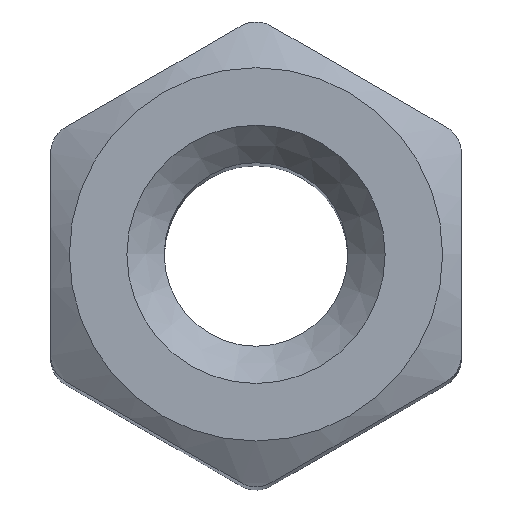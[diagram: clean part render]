
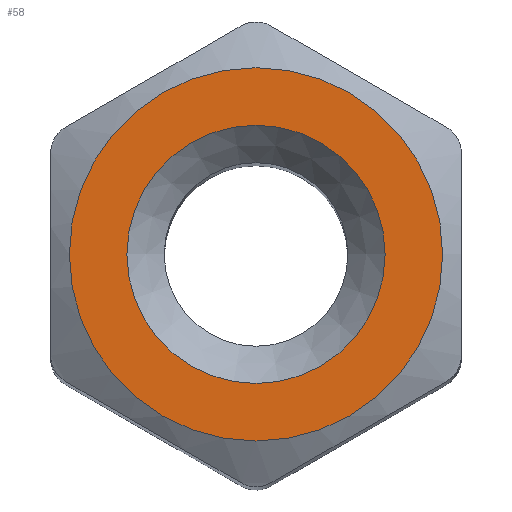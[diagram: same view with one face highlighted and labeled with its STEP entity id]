
A CAD part, top view. The second image highlights one B-rep face of the part: STEP entity #58.
In plain terms, the highlighted planar face has unit normal (0, 0, 1).
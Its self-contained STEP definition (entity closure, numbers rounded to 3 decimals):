
#58=ADVANCED_FACE('',(#229,#231),#233,.T.);
#229=FACE_BOUND('',#230,.T.);
#230=EDGE_LOOP('',(#376));
#231=FACE_BOUND('',#232,.T.);
#232=EDGE_LOOP('',(#377));
#233=PLANE('',#234);
#234=AXIS2_PLACEMENT_3D('',#235,#236,#237);
#235=CARTESIAN_POINT('',(0.,0.,0.));
#236=DIRECTION('',(0.,0.,1.));
#237=DIRECTION('',(1.,0.,0.));
#376=ORIENTED_EDGE('',*,*,#464,.T.);
#377=ORIENTED_EDGE('',*,*,#465,.T.);
#464=EDGE_CURVE('',#508,#508,#509,.T.);
#465=EDGE_CURVE('',#510,#510,#511,.F.);
#508=VERTEX_POINT('',#584);
#509=CIRCLE('',#585,2.5);
#510=VERTEX_POINT('',#589);
#511=CIRCLE('',#590,1.729);
#584=CARTESIAN_POINT('',(2.5,0.,0.));
#585=AXIS2_PLACEMENT_3D('',#586,#587,#588);
#586=CARTESIAN_POINT('',(0.,0.,0.));
#587=DIRECTION('',(0.,0.,1.));
#588=DIRECTION('',(1.,0.,0.));
#589=CARTESIAN_POINT('',(1.729,0.,0.));
#590=AXIS2_PLACEMENT_3D('',#591,#592,#593);
#591=CARTESIAN_POINT('',(0.,0.,0.));
#592=DIRECTION('',(0.,0.,1.));
#593=DIRECTION('',(1.,0.,0.));
